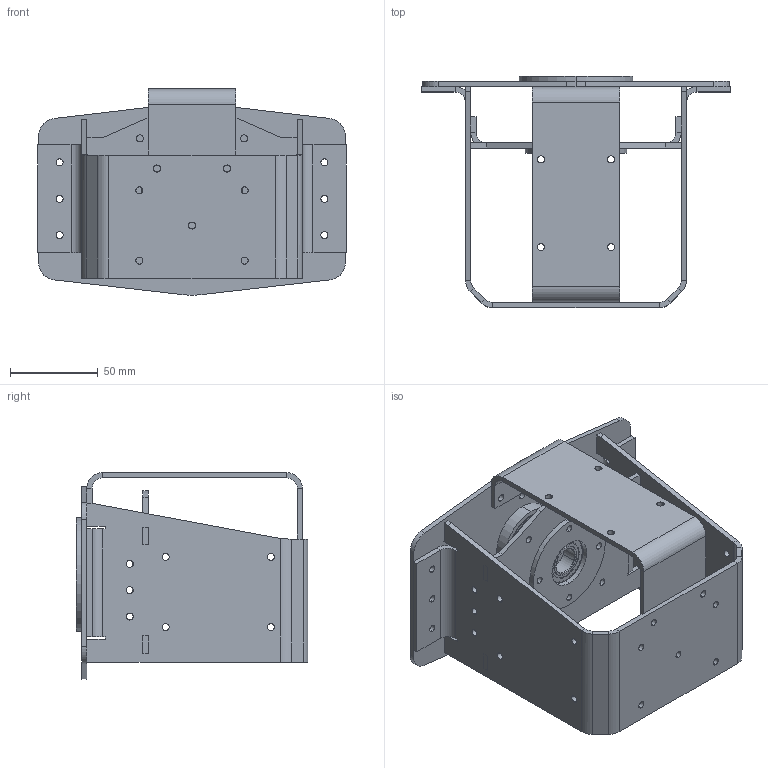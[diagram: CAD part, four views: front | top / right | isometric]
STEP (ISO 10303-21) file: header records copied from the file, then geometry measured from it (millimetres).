
FILE_DESCRIPTION (( 'STEP AP214' ), '1' );
FILE_NAME ('roll_body.STEP', '2025-04-30T19:18:20', ( '' ), ( '' ), 'SwSTEP 2.0', 'SolidWorks 2024', '' );
FILE_SCHEMA (( 'AUTOMOTIVE_DESIGN' ));
Length unit declared in the file: millimetre
Products named in the file (19): roll_bearing_seat_6003; skf_bearing_6003-2rsh_2_04; skf_bearing_6002-2rsh_2_03; roll_u_plate; skf_bearing_6002-2rsh_2; skf_bearing_6003-2rsh_2_01; skf_bearing_6002-2rsh_2_01; skf_bearing_6002-2rsh_2_04; skf_bearing_6003-2rsh_2_03; skf_bearing_6002-2rsh_2_05; roll_bearing_seat_6002; skf_bearing_6003-2rsh_2_05; roll_plate_new; roll_body; skf_bearing_6002-2rsh_2_02; skf_bearing_6003-2rsh_2; skf_bearing_6003-2rsh_2_02; roll_support_plate; jockey_plate
Assembly tree (18 placements, depth 3):
  roll_body
    roll_u_plate
    roll_plate_new
    roll_support_plate
    roll_bearing_seat_6002
    roll_bearing_seat_6003
    jockey_plate
    skf_bearing_6002-2rsh_2
      skf_bearing_6002-2rsh_2_01
      skf_bearing_6002-2rsh_2_02
      skf_bearing_6002-2rsh_2_03
      skf_bearing_6002-2rsh_2_04
      skf_bearing_6002-2rsh_2_05
    skf_bearing_6003-2rsh_2
      skf_bearing_6003-2rsh_2_01
      skf_bearing_6003-2rsh_2_02
      skf_bearing_6003-2rsh_2_03
      skf_bearing_6003-2rsh_2_04
      skf_bearing_6003-2rsh_2_05
Bounding box: 176 x 132 x 117.78 mm (x, y, z)
Volume: 225009 mm3; surface area: 171080.5 mm2
Topology: 16 solids, 16 shells, 751 faces, 1950 edges, 1227 vertices
Faces by surface type: cylinder 258, plane 201, cone 152, torus 100, sphere 38, bspline 2
Entity records: 23789 total; most frequent: CARTESIAN_POINT 4431, DIRECTION 4215, ORIENTED_EDGE 3710, EDGE_CURVE 1855, AXIS2_PLACEMENT_3D 1692, VERTEX_POINT 1170, EDGE_LOOP 975, CIRCLE 920
